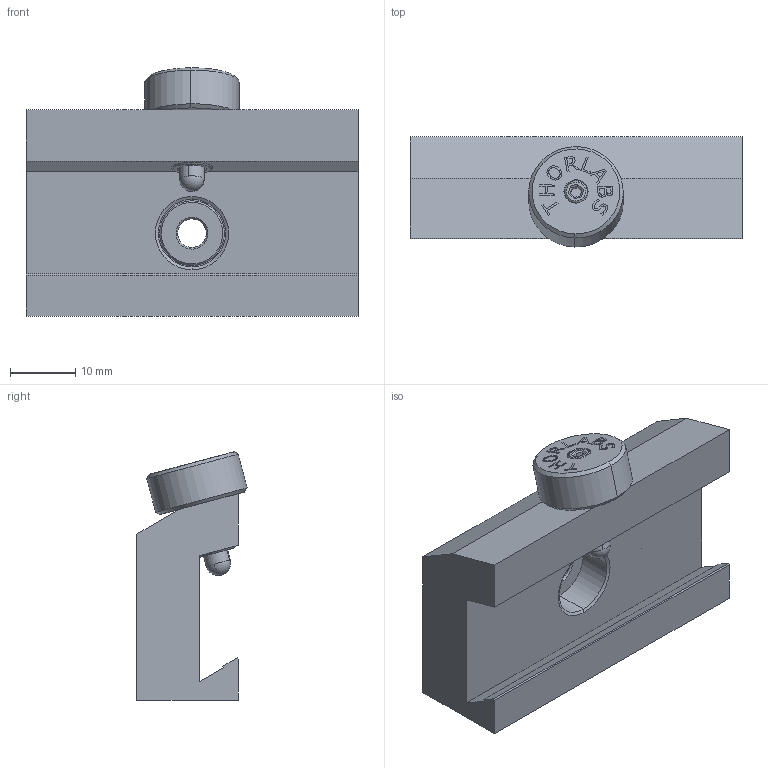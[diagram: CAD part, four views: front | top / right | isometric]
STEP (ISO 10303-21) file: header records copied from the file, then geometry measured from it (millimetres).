
FILE_DESCRIPTION (( 'STEP AP214' ), '1' );
FILE_NAME ('1163-E0W.STEP', '2011-08-08T14:44:46', ( 'Admin' ), ( 'Thorlabs, Inc.' ), 'SwSTEP 2.0', 'SolidWorks 2011', '' );
FILE_SCHEMA (( 'AUTOMOTIVE_DESIGN' ));
Length unit declared in the file: inch
Products named in the file (1): 1163-E0W
Bounding box: 50.8 x 16.86 x 38 mm (x, y, z)
Volume: 17753.8 mm3; surface area: 7858.2 mm2
Topology: 7 solids, 7 shells, 280 faces, 692 edges, 439 vertices
Faces by surface type: plane 134, bspline 54, cylinder 52, cone 38, sphere 2
Entity records: 15746 total; most frequent: CARTESIAN_POINT 5785, ORIENTED_EDGE 1368, DIRECTION 1110, EDGE_CURVE 684, VERTEX_POINT 439, VECTOR 424, LINE 424, AXIS2_PLACEMENT_3D 343
